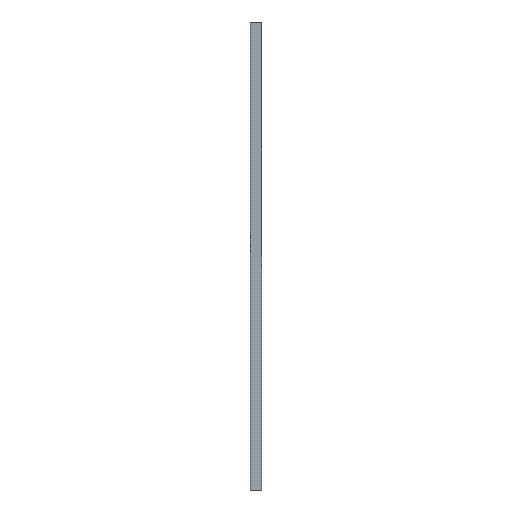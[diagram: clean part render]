
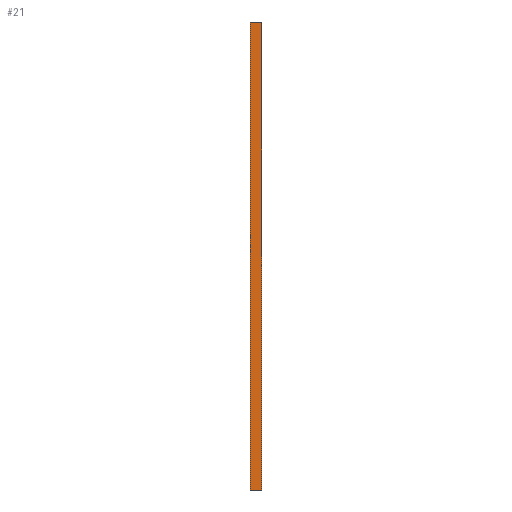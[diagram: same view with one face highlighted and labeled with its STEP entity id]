
A CAD part, left-side view. The second image highlights one B-rep face of the part: STEP entity #21.
In plain terms, the highlighted planar face has unit normal (-1, 0, 0).
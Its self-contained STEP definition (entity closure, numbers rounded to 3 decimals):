
#21 = ADVANCED_FACE ( 'NONE', ( #119 ), #2180, .F. ) ;
#27 = VERTEX_POINT ( 'NONE', #987 ) ;
#32 = EDGE_CURVE ( 'NONE', #2230, #27, #1685, .T. ) ;
#95 = CARTESIAN_POINT ( 'NONE',  ( -551.55, 1097.225, 25. ) ) ;
#119 = FACE_OUTER_BOUND ( 'NONE', #549, .T. ) ;
#155 = ORIENTED_EDGE ( 'NONE', *, *, #613, .F. ) ;
#357 = AXIS2_PLACEMENT_3D ( 'NONE', #637, #467, #1137 ) ;
#390 = VECTOR ( 'NONE', #1502, 1000. ) ;
#467 = DIRECTION ( 'NONE',  ( 1., 0., 0. ) ) ;
#476 = DIRECTION ( 'NONE',  ( 0., 1., 0. ) ) ;
#549 = EDGE_LOOP ( 'NONE', ( #155, #961, #1688, #1649 ) ) ;
#613 = EDGE_CURVE ( 'NONE', #803, #1562, #965, .T. ) ;
#636 = DIRECTION ( 'NONE',  ( 0., 1., 0. ) ) ;
#637 = CARTESIAN_POINT ( 'NONE',  ( -551.55, 1097.225, 0. ) ) ;
#775 = CARTESIAN_POINT ( 'NONE',  ( -551.55, 1094.225, 148. ) ) ;
#803 = VERTEX_POINT ( 'NONE', #2075 ) ;
#851 = CARTESIAN_POINT ( 'NONE',  ( -551.55, 1094.225, 0. ) ) ;
#961 = ORIENTED_EDGE ( 'NONE', *, *, #1966, .T. ) ;
#965 = LINE ( 'NONE', #95, #2190 ) ;
#987 = CARTESIAN_POINT ( 'NONE',  ( -551.55, 1097.225, 148. ) ) ;
#1093 = CARTESIAN_POINT ( 'NONE',  ( -551.55, 1097.225, 0. ) ) ;
#1112 = EDGE_CURVE ( 'NONE', #1562, #27, #1266, .T. ) ;
#1137 = DIRECTION ( 'NONE',  ( 0., 0., -1. ) ) ;
#1154 = LINE ( 'NONE', #851, #390 ) ;
#1266 = LINE ( 'NONE', #1093, #1535 ) ;
#1345 = CARTESIAN_POINT ( 'NONE',  ( -551.55, 1097.225, 25. ) ) ;
#1502 = DIRECTION ( 'NONE',  ( 0., 0., 1. ) ) ;
#1535 = VECTOR ( 'NONE', #1798, 1000. ) ;
#1562 = VERTEX_POINT ( 'NONE', #1345 ) ;
#1649 = ORIENTED_EDGE ( 'NONE', *, *, #1112, .F. ) ;
#1685 = LINE ( 'NONE', #2037, #1944 ) ;
#1688 = ORIENTED_EDGE ( 'NONE', *, *, #32, .T. ) ;
#1798 = DIRECTION ( 'NONE',  ( 0., 0., 1. ) ) ;
#1944 = VECTOR ( 'NONE', #476, 1000. ) ;
#1966 = EDGE_CURVE ( 'NONE', #803, #2230, #1154, .T. ) ;
#2037 = CARTESIAN_POINT ( 'NONE',  ( -551.55, 1097.225, 148. ) ) ;
#2075 = CARTESIAN_POINT ( 'NONE',  ( -551.55, 1094.225, 25. ) ) ;
#2180 = PLANE ( 'NONE',  #357 ) ;
#2190 = VECTOR ( 'NONE', #636, 1000. ) ;
#2230 = VERTEX_POINT ( 'NONE', #775 ) ;
